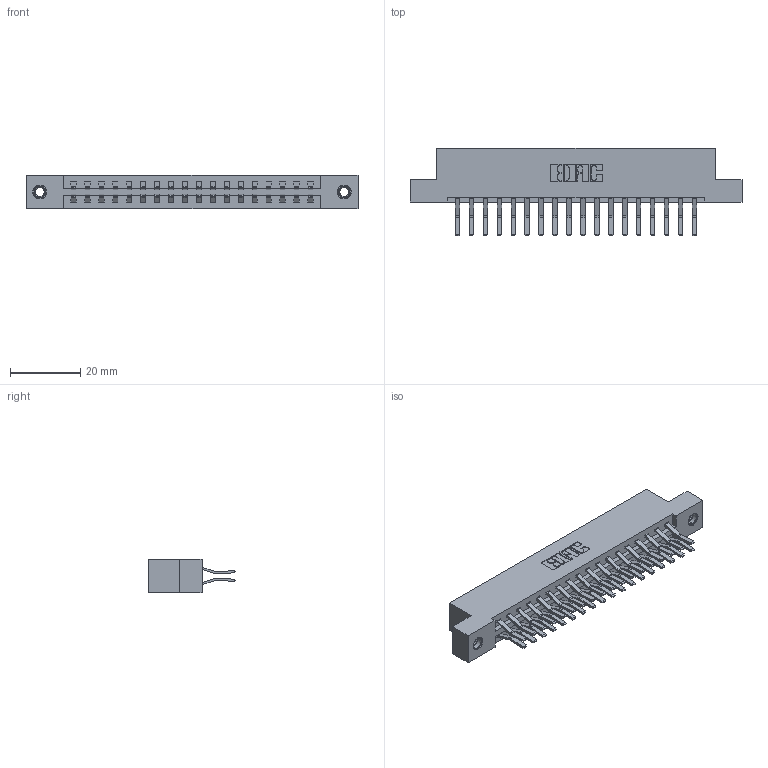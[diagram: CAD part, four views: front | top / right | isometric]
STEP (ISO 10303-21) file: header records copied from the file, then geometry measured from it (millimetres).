
FILE_DESCRIPTION (( 'STEP AP203' ), '1' );
FILE_NAME ('337-036-560-207.STEP', '2018-08-08T00:33:13', ( '' ), ( '' ), 'SwSTEP 2.0', 'SolidWorks 2016', '' );
FILE_SCHEMA (( 'CONFIG_CONTROL_DESIGN' ));
Length unit declared in the file: inch
Products named in the file (4): 337-036-560-207; 337 Part_Flush Mounting Lugs - 0.156 Dia-TI; 345-292-001_560 Tail; 345-250-001_345-250-005-103
Assembly tree (39 placements, depth 2):
  337-036-560-207
    337 Part_Flush Mounting Lugs - 0.156 Dia-TI
    345-292-001_560 Tail  x36
    345-250-001_345-250-005-103  x2
Bounding box: 94.34 x 24.78 x 9.4 mm (x, y, z)
Volume: 9844.8 mm3; surface area: 11615.3 mm2
Topology: 39 solids, 39 shells, 2190 faces, 6459 edges, 4250 vertices
Faces by surface type: plane 1470, cylinder 704, cone 12, torus 4
Entity records: 18334 total; most frequent: CARTESIAN_POINT 3089, ORIENTED_EDGE 3018, DIRECTION 2707, EDGE_CURVE 1509, VECTOR 1357, LINE 1357, VERTEX_POINT 1000, AXIS2_PLACEMENT_3D 675
